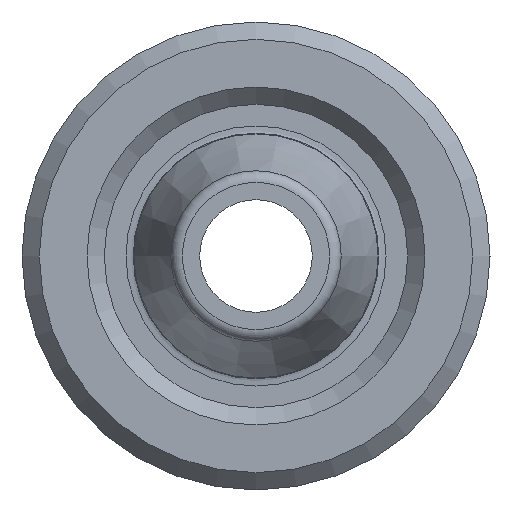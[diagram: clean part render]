
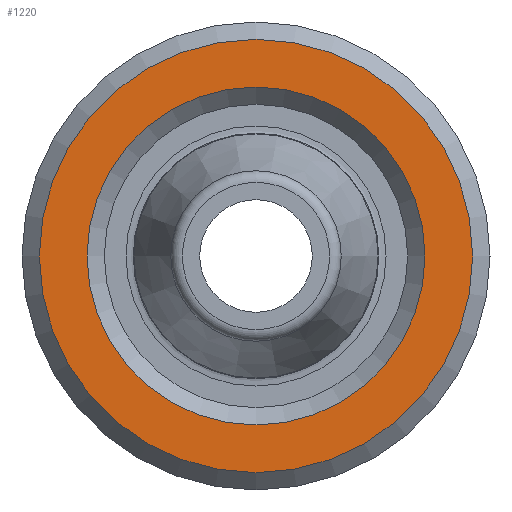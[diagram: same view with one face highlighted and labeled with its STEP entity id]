
A CAD part, left-side view. The second image highlights one B-rep face of the part: STEP entity #1220.
In plain terms, the highlighted planar face has unit normal (-1, 0, 0).
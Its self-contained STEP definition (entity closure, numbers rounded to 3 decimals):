
#89=FACE_BOUND('',#239,.T.);
#104=PLANE('',#1471);
#165=FACE_OUTER_BOUND('',#238,.T.);
#238=EDGE_LOOP('',(#1095));
#239=EDGE_LOOP('',(#1096));
#434=CIRCLE('',#1468,2.925);
#437=CIRCLE('',#1472,3.75);
#563=VERTEX_POINT('',#2314);
#566=VERTEX_POINT('',#2322);
#743=EDGE_CURVE('',#563,#563,#434,.T.);
#747=EDGE_CURVE('',#566,#566,#437,.T.);
#1095=ORIENTED_EDGE('',*,*,#747,.F.);
#1096=ORIENTED_EDGE('',*,*,#743,.F.);
#1220=ADVANCED_FACE('',(#165,#89),#104,.T.);
#1468=AXIS2_PLACEMENT_3D('',#2315,#1867,#1868);
#1471=AXIS2_PLACEMENT_3D('',#2321,#1874,#1875);
#1472=AXIS2_PLACEMENT_3D('',#2323,#1876,#1877);
#1867=DIRECTION('center_axis',(-1.,0.,0.));
#1868=DIRECTION('ref_axis',(0.,-1.,0.));
#1874=DIRECTION('center_axis',(-1.,0.,0.));
#1875=DIRECTION('ref_axis',(0.,0.,1.));
#1876=DIRECTION('center_axis',(1.,0.,0.));
#1877=DIRECTION('ref_axis',(0.,-1.,0.));
#2314=CARTESIAN_POINT('',(0.,2.925,0.));
#2315=CARTESIAN_POINT('Origin',(0.,0.,0.));
#2321=CARTESIAN_POINT('Origin',(0.,3.338,0.));
#2322=CARTESIAN_POINT('',(0.,3.75,0.));
#2323=CARTESIAN_POINT('Origin',(0.,0.,0.));
